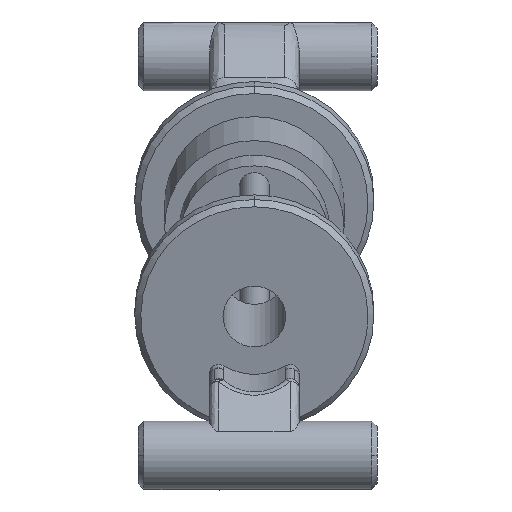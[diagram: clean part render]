
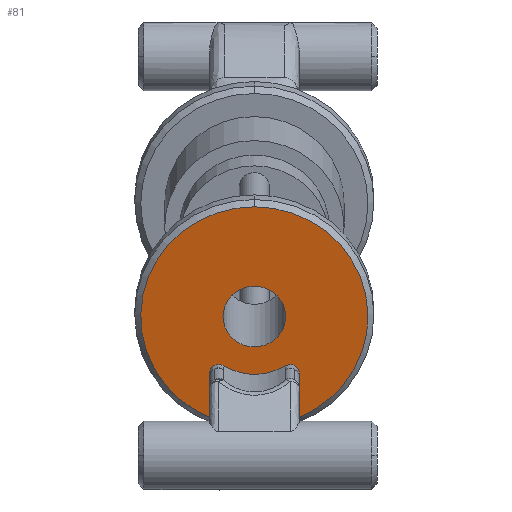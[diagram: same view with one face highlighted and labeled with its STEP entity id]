
A CAD part, left-side view. The second image highlights one B-rep face of the part: STEP entity #81.
In plain terms, the highlighted planar face has unit normal (-0.966, 0, -0.259).
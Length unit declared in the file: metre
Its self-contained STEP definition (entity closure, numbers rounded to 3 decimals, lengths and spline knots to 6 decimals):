
#81=ADVANCED_FACE('0:2682',(#212,#213),#214,.T.);
#212=FACE_OUTER_BOUND('',#572,.T.);
#213=FACE_BOUND('',#573,.T.);
#214=PLANE('',#574);
#572=EDGE_LOOP('',(#4228,#4229,#4230,#4231,#4232,#4233,#4234));
#573=EDGE_LOOP('',(#4235,#4236));
#574=AXIS2_PLACEMENT_3D('',#4237,#4238,#4239);
#4228=ORIENTED_EDGE('',*,*,#4785,.T.);
#4229=ORIENTED_EDGE('',*,*,#4805,.F.);
#4230=ORIENTED_EDGE('',*,*,#4806,.T.);
#4231=ORIENTED_EDGE('',*,*,#4807,.F.);
#4232=ORIENTED_EDGE('',*,*,#4754,.F.);
#4233=ORIENTED_EDGE('',*,*,#4808,.T.);
#4234=ORIENTED_EDGE('',*,*,#4809,.F.);
#4235=ORIENTED_EDGE('',*,*,#4810,.F.);
#4236=ORIENTED_EDGE('',*,*,#4760,.F.);
#4237=CARTESIAN_POINT('',(0.008583,0.001727,0.000776));
#4238=DIRECTION('',(-0.966,-0.0,-0.259));
#4239=DIRECTION('',(0.0,-1.0,0.0));
#4754=EDGE_CURVE('0:2844',#5066,#5068,#5069,.T.);
#4760=EDGE_CURVE('0:2853',#5078,#5074,#5080,.T.);
#4785=EDGE_CURVE('0:2775',#5123,#5120,#5124,.T.);
#4805=EDGE_CURVE('0:2838',#5157,#5120,#5158,.T.);
#4806=EDGE_CURVE('0:2841',#5157,#5159,#5160,.T.);
#4807=EDGE_CURVE('0:2844',#5068,#5159,#5161,.T.);
#4808=EDGE_CURVE('0:2847',#5066,#5162,#5163,.T.);
#4809=EDGE_CURVE('0:2850',#5123,#5162,#5164,.T.);
#4810=EDGE_CURVE('0:2853',#5074,#5078,#5165,.T.);
#5066=VERTEX_POINT('NONE',#5657);
#5068=VERTEX_POINT('',#5659);
#5069=CIRCLE('',#5660,0.0038);
#5074=VERTEX_POINT('NONE',#5666);
#5078=VERTEX_POINT('',#5671);
#5080=CIRCLE('',#5674,0.00105);
#5120=VERTEX_POINT('NONE',#5730);
#5123=VERTEX_POINT('NONE',#5734);
#5124=CIRCLE('',#5735,0.002);
#5157=VERTEX_POINT('NONE',#5938);
#5158=B_SPLINE_CURVE_WITH_KNOTS('',3,(#5939,#5940,#5941,#5942,#5943,#5944,#5945,#5946,#5947,#5948,#5949,#5950,#5951),.UNSPECIFIED.,.F.,.F.,(4,3,3,3,4),(0.0,0.25,0.5,0.75,1.0),.UNSPECIFIED.);
#5159=VERTEX_POINT('NONE',#5952);
#5160=B_SPLINE_CURVE_WITH_KNOTS('',3,(#5953,#5954,#5955,#5956,#5957,#5958,#5959,#5960,#5961,#5962,#5963,#5964,#5965),.UNSPECIFIED.,.F.,.F.,(4,3,3,3,4),(-0.628297,-0.132126,-0.091195,-0.009356,0.),.UNSPECIFIED.);
#5161=CIRCLE('',#5966,0.0038);
#5162=VERTEX_POINT('NONE',#5967);
#5163=B_SPLINE_CURVE_WITH_KNOTS('',3,(#5968,#5969,#5970,#5971,#5972,#5973,#5974,#5975,#5976,#5977),.UNSPECIFIED.,.F.,.F.,(4,3,3,4),(-1.0,-0.909034,-0.868018,-0.369989),.UNSPECIFIED.);
#5164=B_SPLINE_CURVE_WITH_KNOTS('',3,(#5978,#5979,#5980,#5981,#5982,#5983,#5984,#5985,#5986,#5987),.UNSPECIFIED.,.F.,.F.,(4,3,3,4),(-0.063765,-0.045547,-0.027328,0.),.UNSPECIFIED.);
#5165=CIRCLE('',#5988,0.00105);
#5657=CARTESIAN_POINT('',(0.009489,0.003198,-0.002609));
#5659=CARTESIAN_POINT('',(0.007599,0.001727,0.004446));
#5660=AXIS2_PLACEMENT_3D('',#6713,#6714,#6715);
#5666=CARTESIAN_POINT('',(0.008583,0.002777,0.000776));
#5671=CARTESIAN_POINT('',(0.008583,0.000677,0.000776));
#5674=AXIS2_PLACEMENT_3D('',#6725,#6726,#6727);
#5730=CARTESIAN_POINT('',(0.009025,0.000687,-0.000874));
#5734=CARTESIAN_POINT('',(0.009024,0.002771,-0.000872));
#5735=AXIS2_PLACEMENT_3D('',#6775,#6776,#6777);
#5938=CARTESIAN_POINT('',(0.009092,0.000227,-0.001124));
#5939=CARTESIAN_POINT('',(0.009092,0.000227,-0.001124));
#5940=CARTESIAN_POINT('',(0.009078,0.000227,-0.001072));
#5941=CARTESIAN_POINT('',(0.009064,0.000242,-0.001021));
#5942=CARTESIAN_POINT('',(0.009052,0.000269,-0.000976));
#5943=CARTESIAN_POINT('',(0.00904,0.000296,-0.000932));
#5944=CARTESIAN_POINT('',(0.00903,0.000335,-0.000894));
#5945=CARTESIAN_POINT('',(0.009023,0.000382,-0.000869));
#5946=CARTESIAN_POINT('',(0.009017,0.000428,-0.000844));
#5947=CARTESIAN_POINT('',(0.009013,0.000482,-0.000831));
#5948=CARTESIAN_POINT('',(0.009013,0.000535,-0.000832));
#5949=CARTESIAN_POINT('',(0.009014,0.000589,-0.000833));
#5950=CARTESIAN_POINT('',(0.009018,0.000642,-0.000847));
#5951=CARTESIAN_POINT('',(0.009025,0.000687,-0.000874));
#5952=CARTESIAN_POINT('',(0.009489,0.000257,-0.002609));
#5953=CARTESIAN_POINT('',(0.009092,0.000227,-0.001124));
#5954=CARTESIAN_POINT('',(0.009196,0.000227,-0.001515));
#5955=CARTESIAN_POINT('',(0.009301,0.000227,-0.001907));
#5956=CARTESIAN_POINT('',(0.009406,0.000227,-0.002298));
#5957=CARTESIAN_POINT('',(0.009415,0.000227,-0.00233));
#5958=CARTESIAN_POINT('',(0.009424,0.000227,-0.002363));
#5959=CARTESIAN_POINT('',(0.009432,0.000227,-0.002395));
#5960=CARTESIAN_POINT('',(0.009449,0.000227,-0.002459));
#5961=CARTESIAN_POINT('',(0.009467,0.000235,-0.002524));
#5962=CARTESIAN_POINT('',(0.009484,0.000251,-0.002587));
#5963=CARTESIAN_POINT('',(0.009486,0.000253,-0.002594));
#5964=CARTESIAN_POINT('',(0.009488,0.000255,-0.002601));
#5965=CARTESIAN_POINT('',(0.009489,0.000257,-0.002609));
#5966=AXIS2_PLACEMENT_3D('',#6786,#6787,#6788);
#5967=CARTESIAN_POINT('',(0.00909,0.003227,-0.001119));
#5968=CARTESIAN_POINT('',(0.009489,0.003198,-0.002609));
#5969=CARTESIAN_POINT('',(0.009471,0.003218,-0.002539));
#5970=CARTESIAN_POINT('',(0.009451,0.003227,-0.002467));
#5971=CARTESIAN_POINT('',(0.009432,0.003227,-0.002395));
#5972=CARTESIAN_POINT('',(0.009424,0.003227,-0.002363));
#5973=CARTESIAN_POINT('',(0.009415,0.003227,-0.00233));
#5974=CARTESIAN_POINT('',(0.009406,0.003227,-0.002298));
#5975=CARTESIAN_POINT('',(0.009301,0.003227,-0.001905));
#5976=CARTESIAN_POINT('',(0.009196,0.003227,-0.001512));
#5977=CARTESIAN_POINT('',(0.00909,0.003227,-0.001119));
#5978=CARTESIAN_POINT('',(0.009024,0.002771,-0.000872));
#5979=CARTESIAN_POINT('',(0.009016,0.002823,-0.000842));
#5980=CARTESIAN_POINT('',(0.009012,0.002884,-0.000827));
#5981=CARTESIAN_POINT('',(0.009013,0.002944,-0.00083));
#5982=CARTESIAN_POINT('',(0.009014,0.003005,-0.000834));
#5983=CARTESIAN_POINT('',(0.00902,0.003064,-0.000855));
#5984=CARTESIAN_POINT('',(0.009029,0.003112,-0.000891));
#5985=CARTESIAN_POINT('',(0.009044,0.003183,-0.000945));
#5986=CARTESIAN_POINT('',(0.009067,0.003227,-0.001032));
#5987=CARTESIAN_POINT('',(0.00909,0.003227,-0.001119));
#5988=AXIS2_PLACEMENT_3D('',#6789,#6790,#6791);
#6713=CARTESIAN_POINT('',(0.008583,0.001727,0.000776));
#6714=DIRECTION('',(0.966,0.0,0.259));
#6715=DIRECTION('',(0.259,0.0,-0.966));
#6725=CARTESIAN_POINT('',(0.008583,0.001727,0.000776));
#6726=DIRECTION('',(-0.966,0.0,-0.259));
#6727=DIRECTION('',(0.0,1.0,0.0));
#6775=CARTESIAN_POINT('',(0.008583,0.001727,0.000776));
#6776=DIRECTION('',(-0.966,0.0,-0.259));
#6777=DIRECTION('',(0.0,1.0,0.0));
#6786=CARTESIAN_POINT('',(0.008583,0.001727,0.000776));
#6787=DIRECTION('',(0.966,0.0,0.259));
#6788=DIRECTION('',(0.259,0.0,-0.966));
#6789=CARTESIAN_POINT('',(0.008583,0.001727,0.000776));
#6790=DIRECTION('',(-0.966,0.0,-0.259));
#6791=DIRECTION('',(0.0,1.0,0.0));
